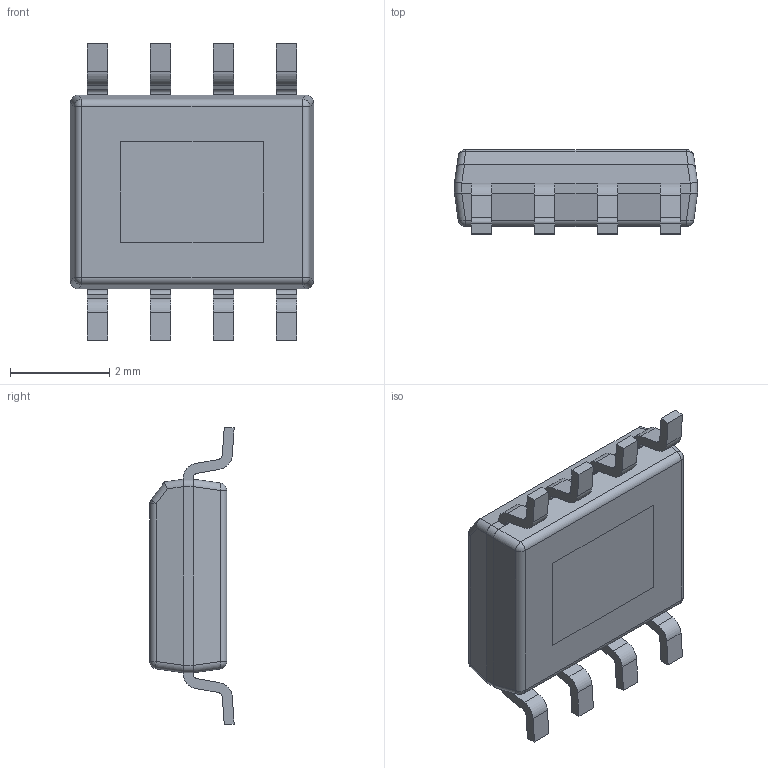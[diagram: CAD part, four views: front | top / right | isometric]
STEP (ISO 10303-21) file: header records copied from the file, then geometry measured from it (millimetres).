
FILE_DESCRIPTION (( 'STEP AP214' ), '1' );
FILE_NAME ('LMR14050SDDAR.STEP', '2019-04-20T13:51:33', ( '' ), ( '' ), 'SwSTEP 2.0', 'SolidWorks 2017', '' );
FILE_SCHEMA (( 'AUTOMOTIVE_DESIGN' ));
Length unit declared in the file: millimetre
Products named in the file (1): LMR14050SDDAR
Bounding box: 4.9 x 1.7 x 6 mm (x, y, z)
Volume: 29.2 mm3; surface area: 89.8 mm2
Topology: 10 solids, 10 shells, 168 faces, 425 edges, 270 vertices
Faces by surface type: plane 106, cylinder 54, sphere 8
Entity records: 5052 total; most frequent: CARTESIAN_POINT 940, ORIENTED_EDGE 834, DIRECTION 815, EDGE_CURVE 417, VECTOR 301, LINE 301, VERTEX_POINT 270, AXIS2_PLACEMENT_3D 257
